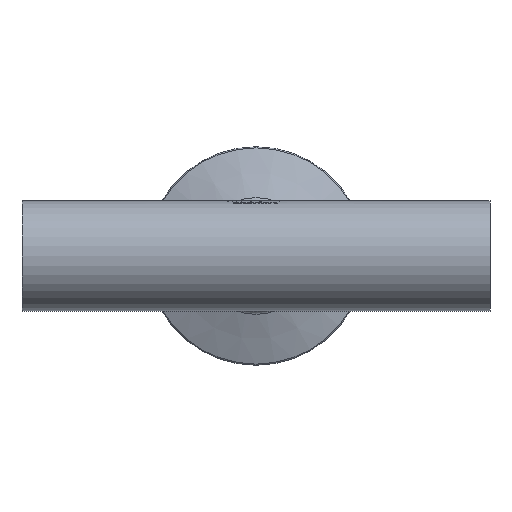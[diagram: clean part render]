
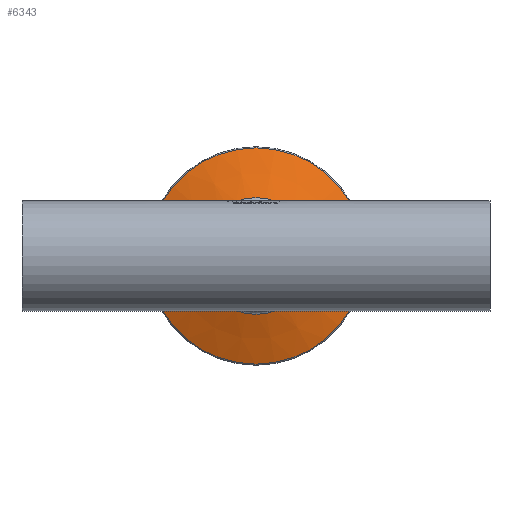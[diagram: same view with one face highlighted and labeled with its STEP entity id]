
A CAD part, front view. The second image highlights one B-rep face of the part: STEP entity #6343.
In plain terms, the highlighted conical face has half-angle 70 degrees and reference radius 18.948 mm.
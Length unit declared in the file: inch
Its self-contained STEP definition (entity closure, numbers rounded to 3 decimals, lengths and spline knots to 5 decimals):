
#13=CONICAL_SURFACE('',#6725,0.746,70.);
#131=FACE_BOUND('',#1185,.T.);
#791=FACE_OUTER_BOUND('',#1184,.T.);
#1184=EDGE_LOOP('',(#5873));
#1185=EDGE_LOOP('',(#5874));
#2500=CIRCLE('',#6724,0.98213);
#2501=CIRCLE('',#6726,0.52961);
#3124=VERTEX_POINT('',#13835);
#3125=VERTEX_POINT('',#13838);
#4049=EDGE_CURVE('',#3124,#3124,#2500,.T.);
#4050=EDGE_CURVE('',#3125,#3125,#2501,.T.);
#5873=ORIENTED_EDGE('',*,*,#4050,.F.);
#5874=ORIENTED_EDGE('',*,*,#4049,.F.);
#6343=ADVANCED_FACE('',(#791,#131),#13,.T.);
#6724=AXIS2_PLACEMENT_3D('',#13836,#7912,#7913);
#6725=AXIS2_PLACEMENT_3D('',#13837,#7914,#7915);
#6726=AXIS2_PLACEMENT_3D('',#13839,#7916,#7917);
#7912=DIRECTION('center_axis',(0.,1.,0.));
#7913=DIRECTION('ref_axis',(-1.,0.,0.));
#7914=DIRECTION('center_axis',(0.,1.,0.));
#7915=DIRECTION('ref_axis',(1.,0.,0.));
#7916=DIRECTION('center_axis',(0.,-1.,0.));
#7917=DIRECTION('ref_axis',(-1.,0.,0.));
#13835=CARTESIAN_POINT('',(3.10713,1.00941,0.));
#13836=CARTESIAN_POINT('Origin',(2.125,1.00941,0.));
#13837=CARTESIAN_POINT('Origin',(2.125,0.92346,0.));
#13838=CARTESIAN_POINT('',(2.65461,0.8447,0.));
#13839=CARTESIAN_POINT('Origin',(2.125,0.8447,0.));
